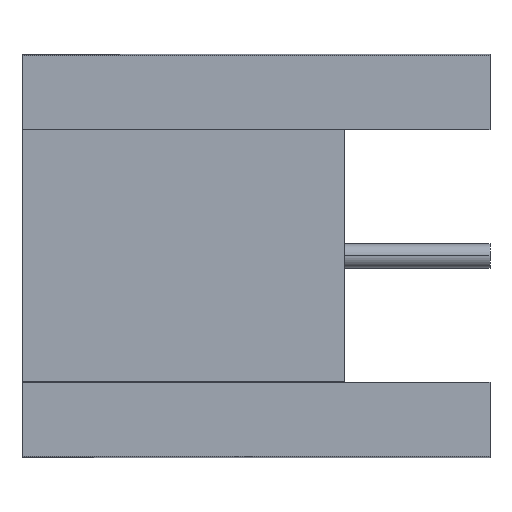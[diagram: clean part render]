
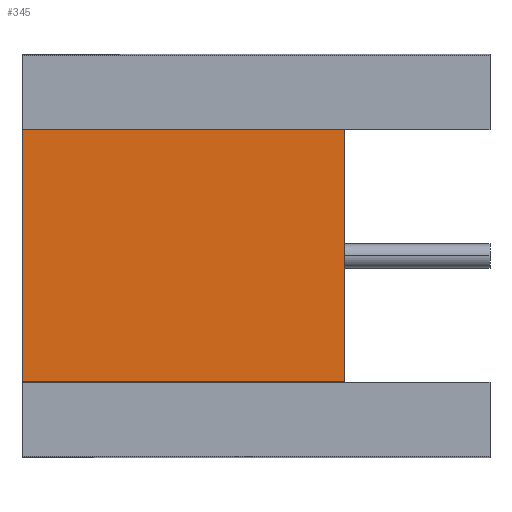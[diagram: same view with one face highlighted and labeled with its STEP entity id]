
A CAD part, top view. The second image highlights one B-rep face of the part: STEP entity #345.
In plain terms, the highlighted planar face has unit normal (0, 0, 1).
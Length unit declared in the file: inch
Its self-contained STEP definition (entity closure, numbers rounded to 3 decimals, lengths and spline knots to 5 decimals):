
#5 = FACE_OUTER_BOUND ( 'NONE', #406, .T. ) ;
#27 = CARTESIAN_POINT ( 'NONE',  ( 0.2, -0.07815, 0.08858 ) ) ;
#40 = CARTESIAN_POINT ( 'NONE',  ( 0., 0.07815, 0.08858 ) ) ;
#41 = LINE ( 'NONE', #302, #441 ) ;
#48 = VERTEX_POINT ( 'NONE', #40 ) ;
#92 = ORIENTED_EDGE ( 'NONE', *, *, #447, .F. ) ;
#126 = LINE ( 'NONE', #840, #501 ) ;
#129 = LINE ( 'NONE', #723, #664 ) ;
#133 = ORIENTED_EDGE ( 'NONE', *, *, #457, .T. ) ;
#212 = EDGE_CURVE ( 'NONE', #498, #48, #129, .T. ) ;
#270 = DIRECTION ( 'NONE',  ( 0., 0., 1. ) ) ;
#302 = CARTESIAN_POINT ( 'NONE',  ( 0.2, 0.07815, 0.08858 ) ) ;
#345 = ADVANCED_FACE ( 'NONE', ( #5 ), #363, .T. ) ;
#363 = PLANE ( 'NONE',  #800 ) ;
#379 = CARTESIAN_POINT ( 'NONE',  ( 0., -0.07815, 0.08858 ) ) ;
#406 = EDGE_LOOP ( 'NONE', ( #133, #934, #92, #1147 ) ) ;
#441 = VECTOR ( 'NONE', #1008, 39.37008 ) ;
#447 = EDGE_CURVE ( 'NONE', #842, #48, #126, .T. ) ;
#457 = EDGE_CURVE ( 'NONE', #992, #498, #41, .T. ) ;
#472 = VECTOR ( 'NONE', #980, 39.37008 ) ;
#498 = VERTEX_POINT ( 'NONE', #646 ) ;
#501 = VECTOR ( 'NONE', #1003, 39.37008 ) ;
#627 = DIRECTION ( 'NONE',  ( -1., 0., 0. ) ) ;
#646 = CARTESIAN_POINT ( 'NONE',  ( 0.2, 0.07815, 0.08858 ) ) ;
#664 = VECTOR ( 'NONE', #627, 39.37008 ) ;
#705 = EDGE_CURVE ( 'NONE', #992, #842, #974, .T. ) ;
#718 = DIRECTION ( 'NONE',  ( 1., 0., 0. ) ) ;
#723 = CARTESIAN_POINT ( 'NONE',  ( 0.17323, 0.07815, 0.08858 ) ) ;
#800 = AXIS2_PLACEMENT_3D ( 'NONE', #1077, #270, #718 ) ;
#840 = CARTESIAN_POINT ( 'NONE',  ( 0., 0.07815, 0.08858 ) ) ;
#842 = VERTEX_POINT ( 'NONE', #379 ) ;
#934 = ORIENTED_EDGE ( 'NONE', *, *, #212, .T. ) ;
#974 = LINE ( 'NONE', #993, #472 ) ;
#980 = DIRECTION ( 'NONE',  ( -1., 0., 0. ) ) ;
#992 = VERTEX_POINT ( 'NONE', #27 ) ;
#993 = CARTESIAN_POINT ( 'NONE',  ( 0.17323, -0.07815, 0.08858 ) ) ;
#1003 = DIRECTION ( 'NONE',  ( 0., 1., 0. ) ) ;
#1008 = DIRECTION ( 'NONE',  ( 0., 1., 0. ) ) ;
#1077 = CARTESIAN_POINT ( 'NONE',  ( 0.17323, 0.07815, 0.08858 ) ) ;
#1147 = ORIENTED_EDGE ( 'NONE', *, *, #705, .F. ) ;
